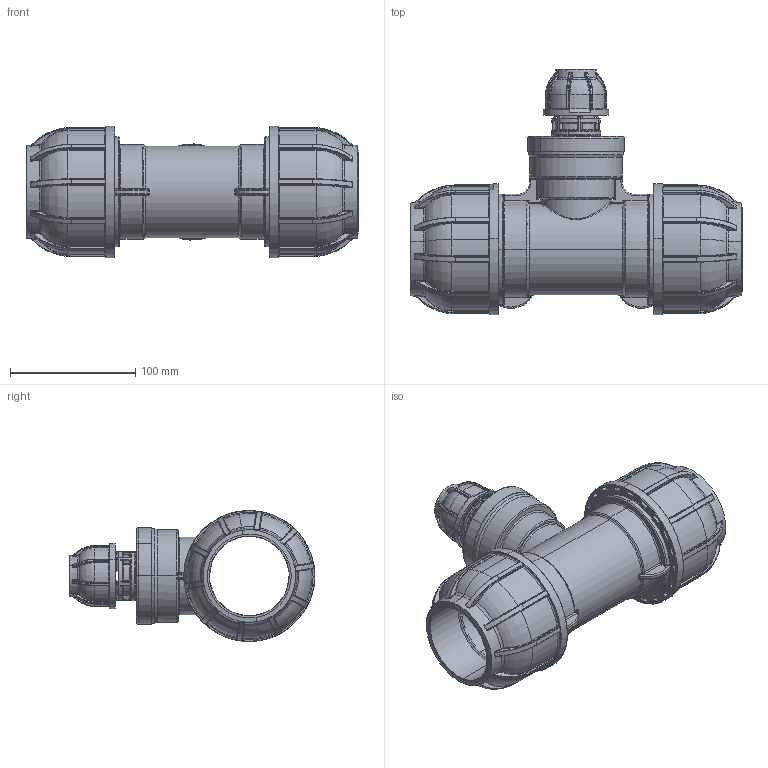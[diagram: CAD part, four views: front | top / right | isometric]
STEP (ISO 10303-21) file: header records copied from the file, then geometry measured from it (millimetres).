
FILE_DESCRIPTION (( 'STEP AP203' ), '1' );
FILE_NAME ('R217.063.025.step', '2013-11-19T09:26:54', ( 'Alusic' ), ( 'Alusic' ), 'SwSTEP 2.0', 'SolidWorks 2011', '' );
FILE_SCHEMA (( 'CONFIG_CONTROL_DESIGN' ));
Length unit declared in the file: millimetre
Products named in the file (1): R217.063.025
Bounding box: 265.6 x 196.74 x 104.99 mm (x, y, z)
Surface area: 200540.2 mm2 (no closed solid volume)
Topology: 0 solids, 100 shells, 1657 faces, 5668 edges, 3876 vertices
Faces by surface type: cylinder 490, torus 384, bspline 361, plane 354, cone 39, sphere 29
Entity records: 82957 total; most frequent: CARTESIAN_POINT 39252, DIRECTION 8688, ORIENTED_EDGE 8517, EDGE_CURVE 5644, VERTEX_POINT 3874, AXIS2_PLACEMENT_3D 3647, CIRCLE 2350, B_SPLINE_CURVE_WITH_KNOTS 1718
